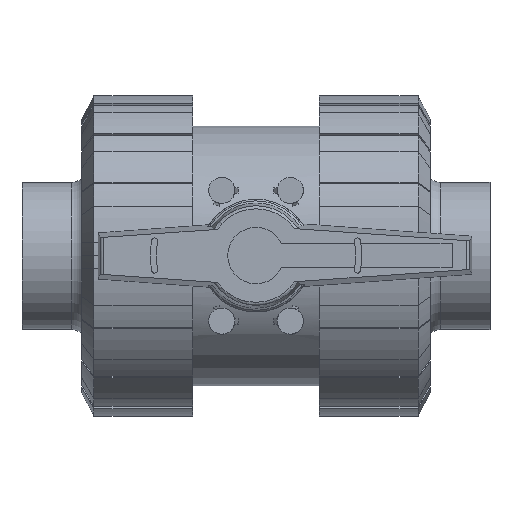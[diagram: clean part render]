
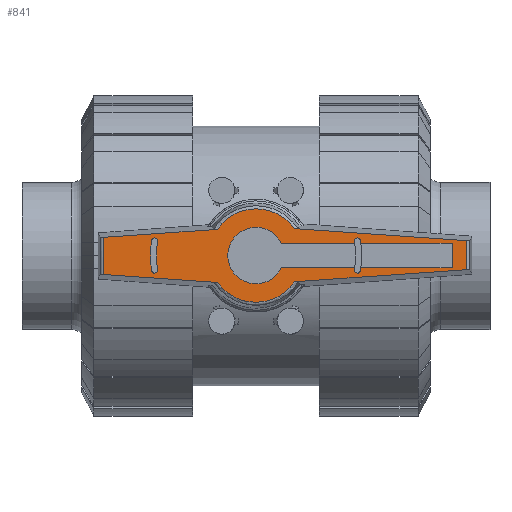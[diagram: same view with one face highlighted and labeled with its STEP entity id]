
A CAD part, top view. The second image highlights one B-rep face of the part: STEP entity #841.
In plain terms, the highlighted planar face has unit normal (0, 0, 1).
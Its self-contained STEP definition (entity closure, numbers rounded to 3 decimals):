
#841=ADVANCED_FACE('',(#1933,#1934,#1935),#1936,.T.);
#1933=FACE_BOUND('',#3350,.T.);
#1934=FACE_BOUND('',#3351,.T.);
#1935=FACE_OUTER_BOUND('',#3352,.T.);
#1936=PLANE('',#3353);
#3350=EDGE_LOOP('',(#5466,#5467,#5468,#5469,#5470,#5471,#5472,#5473,#5474,#5475,#5476,#5477,#5478));
#3351=EDGE_LOOP('',(#5479,#5480,#5481,#5482));
#3352=EDGE_LOOP('',(#5483,#5484,#5485,#5486,#5487,#5488,#5489,#5490));
#3353=AXIS2_PLACEMENT_3D('',#5491,#5492,#5493);
#5466=ORIENTED_EDGE('',*,*,#8992,.T.);
#5467=ORIENTED_EDGE('',*,*,#9065,.T.);
#5468=ORIENTED_EDGE('',*,*,#9162,.T.);
#5469=ORIENTED_EDGE('',*,*,#9164,.T.);
#5470=ORIENTED_EDGE('',*,*,#8931,.T.);
#5471=ORIENTED_EDGE('',*,*,#8996,.T.);
#5472=ORIENTED_EDGE('',*,*,#8900,.T.);
#5473=ORIENTED_EDGE('',*,*,#9166,.T.);
#5474=ORIENTED_EDGE('',*,*,#9157,.T.);
#5475=ORIENTED_EDGE('',*,*,#9061,.T.);
#5476=ORIENTED_EDGE('',*,*,#8909,.T.);
#5477=ORIENTED_EDGE('',*,*,#8891,.T.);
#5478=ORIENTED_EDGE('',*,*,#8986,.T.);
#5479=ORIENTED_EDGE('',*,*,#9171,.T.);
#5480=ORIENTED_EDGE('',*,*,#9176,.T.);
#5481=ORIENTED_EDGE('',*,*,#9180,.T.);
#5482=ORIENTED_EDGE('',*,*,#9183,.T.);
#5483=ORIENTED_EDGE('',*,*,#9256,.T.);
#5484=ORIENTED_EDGE('',*,*,#9199,.T.);
#5485=ORIENTED_EDGE('',*,*,#9230,.T.);
#5486=ORIENTED_EDGE('',*,*,#9126,.T.);
#5487=ORIENTED_EDGE('',*,*,#9283,.T.);
#5488=ORIENTED_EDGE('',*,*,#9216,.T.);
#5489=ORIENTED_EDGE('',*,*,#9223,.F.);
#5490=ORIENTED_EDGE('',*,*,#9149,.T.);
#5491=CARTESIAN_POINT('',(14.307,0.0,259.5));
#5492=DIRECTION('',(0.0,0.0,1.0));
#5493=DIRECTION('',(1.0,0.0,0.0));
#8891=EDGE_CURVE('',#10678,#10675,#10679,.T.);
#8900=EDGE_CURVE('',#10693,#10694,#10695,.T.);
#8909=EDGE_CURVE('',#10708,#10678,#10709,.T.);
#8931=EDGE_CURVE('',#10743,#10744,#10745,.T.);
#8986=EDGE_CURVE('',#10675,#10832,#10834,.T.);
#8992=EDGE_CURVE('',#10832,#10842,#10843,.T.);
#8996=EDGE_CURVE('',#10744,#10693,#10848,.T.);
#9061=EDGE_CURVE('',#10925,#10708,#10926,.T.);
#9065=EDGE_CURVE('',#10842,#10931,#10933,.T.);
#9126=EDGE_CURVE('',#11036,#11034,#11037,.T.);
#9149=EDGE_CURVE('',#11076,#11074,#11077,.T.);
#9157=EDGE_CURVE('',#11090,#10925,#11091,.T.);
#9162=EDGE_CURVE('',#10931,#11096,#11098,.T.);
#9164=EDGE_CURVE('',#11096,#10743,#11100,.T.);
#9166=EDGE_CURVE('',#10694,#11090,#11102,.T.);
#9171=EDGE_CURVE('',#11110,#11108,#11111,.T.);
#9176=EDGE_CURVE('',#11108,#11116,#11118,.T.);
#9180=EDGE_CURVE('',#11116,#11122,#11124,.T.);
#9183=EDGE_CURVE('',#11122,#11110,#11127,.T.);
#9199=EDGE_CURVE('',#11150,#11148,#11151,.T.);
#9216=EDGE_CURVE('',#11176,#11174,#11177,.T.);
#9223=EDGE_CURVE('',#11076,#11174,#11187,.T.);
#9230=EDGE_CURVE('',#11148,#11036,#11194,.T.);
#9256=EDGE_CURVE('',#11074,#11150,#11226,.T.);
#9283=EDGE_CURVE('',#11034,#11176,#11253,.T.);
#10675=VERTEX_POINT('',#13307);
#10678=VERTEX_POINT('',#13311);
#10679=CIRCLE('',#13312,17.286);
#10693=VERTEX_POINT('',#13330);
#10694=VERTEX_POINT('',#13331);
#10695=LINE('',#13332,#13333);
#10708=VERTEX_POINT('',#13360);
#10709=LINE('',#13361,#13362);
#10743=VERTEX_POINT('',#13418);
#10744=VERTEX_POINT('',#13419);
#10745=LINE('',#13420,#13421);
#10832=VERTEX_POINT('',#13539);
#10834=CIRCLE('',#13542,17.286);
#10842=VERTEX_POINT('',#13551);
#10843=LINE('',#13552,#13553);
#10848=LINE('',#13560,#13561);
#10925=VERTEX_POINT('',#13666);
#10926=CIRCLE('',#13667,62.55);
#10931=VERTEX_POINT('',#13673);
#10933=CIRCLE('',#13676,62.55);
#11034=VERTEX_POINT('',#13981);
#11036=VERTEX_POINT('',#14010);
#11037=LINE('',#14011,#14012);
#11074=VERTEX_POINT('',#14149);
#11076=VERTEX_POINT('',#14178);
#11077=LINE('',#14179,#14180);
#11090=VERTEX_POINT('',#14196);
#11091=CIRCLE('',#14197,1.85);
#11096=VERTEX_POINT('',#14203);
#11098=CIRCLE('',#14206,1.85);
#11100=CIRCLE('',#14208,66.25);
#11102=CIRCLE('',#14210,66.25);
#11108=VERTEX_POINT('',#14216);
#11110=VERTEX_POINT('',#14219);
#11111=CIRCLE('',#14220,1.85);
#11116=VERTEX_POINT('',#14226);
#11118=CIRCLE('',#14229,62.55);
#11122=VERTEX_POINT('',#14233);
#11124=CIRCLE('',#14236,1.85);
#11127=CIRCLE('',#14239,66.25);
#11148=VERTEX_POINT('',#14265);
#11150=VERTEX_POINT('',#14267);
#11151=LINE('',#14268,#14269);
#11174=VERTEX_POINT('',#14358);
#11176=VERTEX_POINT('',#14360);
#11177=LINE('',#14361,#14362);
#11187=LINE('',#14434,#14435);
#11194=LINE('',#14444,#14445);
#11226=CIRCLE('',#14547,28.613);
#11253=CIRCLE('',#14574,28.613);
#13307=CARTESIAN_POINT('',(-17.286,0.,259.5));
#13311=CARTESIAN_POINT('',(15.544,-7.563,259.5));
#13312=AXIS2_PLACEMENT_3D('',#18647,#18648,#18649);
#13330=CARTESIAN_POINT('',(120.0,-7.563,259.5));
#13331=CARTESIAN_POINT('',(64.192,-7.563,259.5));
#13332=CARTESIAN_POINT('',(37.153,-7.563,259.5));
#13333=VECTOR('',#18660,1.0);
#13360=CARTESIAN_POINT('',(60.466,-7.563,259.5));
#13361=CARTESIAN_POINT('',(37.153,-7.563,259.5));
#13362=VECTOR('',#18666,1.0);
#13418=CARTESIAN_POINT('',(64.192,7.563,259.5));
#13419=CARTESIAN_POINT('',(120.0,7.563,259.5));
#13420=CARTESIAN_POINT('',(37.153,7.563,259.5));
#13421=VECTOR('',#18686,1.0);
#13539=CARTESIAN_POINT('',(15.544,7.563,259.5));
#13542=AXIS2_PLACEMENT_3D('',#18767,#18768,#18769);
#13551=CARTESIAN_POINT('',(60.466,7.563,259.5));
#13552=CARTESIAN_POINT('',(37.153,7.563,259.5));
#13553=VECTOR('',#18777,1.0);
#13560=CARTESIAN_POINT('',(120.0,0.0,259.5));
#13561=VECTOR('',#18780,1.0);
#13666=CARTESIAN_POINT('',(60.325,-8.644,259.5));
#13667=AXIS2_PLACEMENT_3D('',#18836,#18837,#18838);
#13673=CARTESIAN_POINT('',(60.325,8.644,259.5));
#13676=AXIS2_PLACEMENT_3D('',#18844,#18845,#18846);
#13981=CARTESIAN_POINT('',(-23.384,-16.49,259.5));
#14010=CARTESIAN_POINT('',(-93.412,-11.593,259.5));
#14011=CARTESIAN_POINT('',(-4.905,-17.782,259.5));
#14012=VECTOR('',#18899,1.0);
#14149=CARTESIAN_POINT('',(23.384,16.49,259.5));
#14178=CARTESIAN_POINT('',(128.912,9.111,259.5));
#14179=CARTESIAN_POINT('',(67.447,13.409,259.5));
#14180=VECTOR('',#18916,1.0);
#14196=CARTESIAN_POINT('',(63.989,-9.156,259.5));
#14197=AXIS2_PLACEMENT_3D('',#18929,#18930,#18931);
#14203=CARTESIAN_POINT('',(63.989,9.156,259.5));
#14206=AXIS2_PLACEMENT_3D('',#18937,#18938,#18939);
#14208=AXIS2_PLACEMENT_3D('',#18940,#18941,#18942);
#14210=AXIS2_PLACEMENT_3D('',#18946,#18947,#18948);
#14216=CARTESIAN_POINT('',(-60.325,8.644,259.5));
#14219=CARTESIAN_POINT('',(-63.989,9.156,259.5));
#14220=AXIS2_PLACEMENT_3D('',#18953,#18954,#18955);
#14226=CARTESIAN_POINT('',(-60.325,-8.644,259.5));
#14229=AXIS2_PLACEMENT_3D('',#18961,#18962,#18963);
#14233=CARTESIAN_POINT('',(-63.989,-9.156,259.5));
#14236=AXIS2_PLACEMENT_3D('',#18968,#18969,#18970);
#14239=AXIS2_PLACEMENT_3D('',#18974,#18975,#18976);
#14265=CARTESIAN_POINT('',(-93.412,11.14,259.5));
#14267=CARTESIAN_POINT('',(-23.712,16.014,259.5));
#14268=CARTESIAN_POINT('',(-3.273,17.443,259.5));
#14269=VECTOR('',#18997,1.0);
#14358=CARTESIAN_POINT('',(128.912,-8.658,259.5));
#14360=CARTESIAN_POINT('',(23.712,-16.014,259.5));
#14361=CARTESIAN_POINT('',(69.016,-12.846,259.5));
#14362=VECTOR('',#19012,1.0);
#14434=CARTESIAN_POINT('',(128.912,23.0,259.5));
#14435=VECTOR('',#19014,1.0);
#14444=CARTESIAN_POINT('',(-93.412,23.0,259.5));
#14445=VECTOR('',#19017,1.0);
#14547=AXIS2_PLACEMENT_3D('',#19050,#19051,#19052);
#14574=AXIS2_PLACEMENT_3D('',#19083,#19084,#19085);
#18647=CARTESIAN_POINT('',(0.0,0.0,259.5));
#18648=DIRECTION('',(0.0,0.0,-1.0));
#18649=DIRECTION('',(1.0,0.0,0.0));
#18660=DIRECTION('',(-1.0,0.0,0.0));
#18666=DIRECTION('',(-1.0,0.0,0.0));
#18686=DIRECTION('',(1.0,0.0,-0.0));
#18767=CARTESIAN_POINT('',(0.0,0.0,259.5));
#18768=DIRECTION('',(0.0,0.0,-1.0));
#18769=DIRECTION('',(1.0,0.0,0.0));
#18777=DIRECTION('',(1.0,0.0,-0.0));
#18780=DIRECTION('',(0.0,-1.0,0.0));
#18836=CARTESIAN_POINT('',(-1.625,0.,259.5));
#18837=DIRECTION('',(0.0,0.0,1.0));
#18838=DIRECTION('',(0.99,-0.138,0.0));
#18844=CARTESIAN_POINT('',(-1.625,0.,259.5));
#18845=DIRECTION('',(0.0,0.0,1.0));
#18846=DIRECTION('',(0.99,-0.138,0.0));
#18899=DIRECTION('',(0.998,-0.07,0.0));
#18916=DIRECTION('',(-0.998,0.07,0.0));
#18929=CARTESIAN_POINT('',(62.157,-8.9,259.5));
#18930=DIRECTION('',(-0.0,0.0,-1.0));
#18931=DIRECTION('',(-0.99,0.138,0.0));
#18937=CARTESIAN_POINT('',(62.157,8.9,259.5));
#18938=DIRECTION('',(0.0,0.0,-1.0));
#18939=DIRECTION('',(0.99,0.138,0.0));
#18940=CARTESIAN_POINT('',(-1.625,0.,259.5));
#18941=DIRECTION('',(0.0,-0.0,-1.0));
#18942=DIRECTION('',(0.99,-0.138,0.0));
#18946=CARTESIAN_POINT('',(-1.625,0.,259.5));
#18947=DIRECTION('',(0.0,-0.0,-1.0));
#18948=DIRECTION('',(0.99,-0.138,0.0));
#18953=CARTESIAN_POINT('',(-62.157,8.9,259.5));
#18954=DIRECTION('',(0.0,-0.0,-1.0));
#18955=DIRECTION('',(0.99,-0.138,0.0));
#18961=CARTESIAN_POINT('',(1.625,0.,259.5));
#18962=DIRECTION('',(0.0,0.0,1.0));
#18963=DIRECTION('',(-0.99,0.138,0.0));
#18968=CARTESIAN_POINT('',(-62.157,-8.9,259.5));
#18969=DIRECTION('',(-0.0,0.0,-1.0));
#18970=DIRECTION('',(-0.99,-0.138,0.0));
#18974=CARTESIAN_POINT('',(1.625,0.,259.5));
#18975=DIRECTION('',(-0.0,0.0,-1.0));
#18976=DIRECTION('',(-0.99,0.138,0.0));
#18997=DIRECTION('',(-0.998,-0.07,0.0));
#19012=DIRECTION('',(0.998,0.07,-0.0));
#19014=DIRECTION('',(0.0,-1.0,0.0));
#19017=DIRECTION('',(0.0,-1.0,0.0));
#19050=CARTESIAN_POINT('',(0.0,0.0,259.5));
#19051=DIRECTION('',(0.0,0.0,1.0));
#19052=DIRECTION('',(1.0,0.0,0.0));
#19083=CARTESIAN_POINT('',(0.0,0.0,259.5));
#19084=DIRECTION('',(0.0,0.0,1.0));
#19085=DIRECTION('',(1.0,0.0,0.0));
